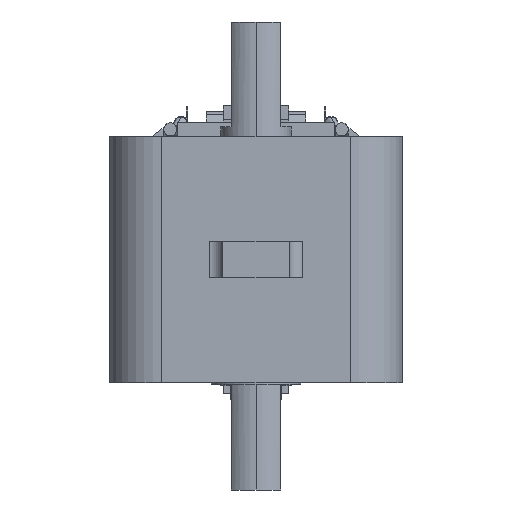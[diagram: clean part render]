
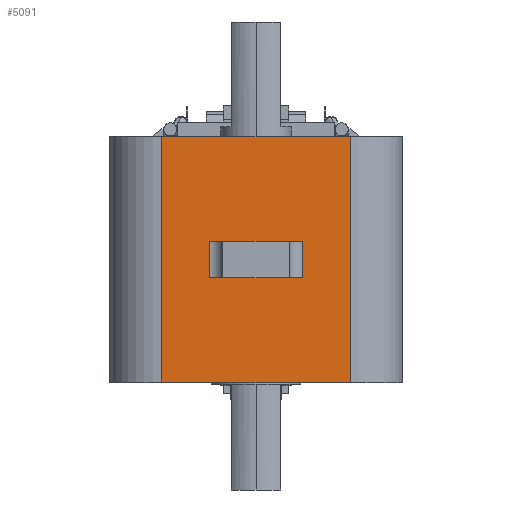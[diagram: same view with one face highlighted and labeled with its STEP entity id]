
A CAD part, left-side view. The second image highlights one B-rep face of the part: STEP entity #5091.
In plain terms, the highlighted planar face has unit normal (-1, 0, 0).
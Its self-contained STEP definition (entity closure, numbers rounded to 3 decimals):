
#89 = VECTOR ( 'NONE', #5174, 1000. ) ;
#776 = DIRECTION ( 'NONE',  ( 0., 0., -1. ) ) ;
#786 = DIRECTION ( 'NONE',  ( 0., 0., 1. ) ) ;
#1032 = CARTESIAN_POINT ( 'NONE',  ( -11.3, 7.2, 0. ) ) ;
#1064 = CARTESIAN_POINT ( 'NONE',  ( -11.3, 3.55, -18.8 ) ) ;
#1084 = VERTEX_POINT ( 'NONE', #1032 ) ;
#1376 = CARTESIAN_POINT ( 'NONE',  ( -11.3, 11.2, 0. ) ) ;
#1401 = CARTESIAN_POINT ( 'NONE',  ( -11.3, 3.55, -8. ) ) ;
#1485 = VECTOR ( 'NONE', #14379, 1000. ) ;
#2090 = ORIENTED_EDGE ( 'NONE', *, *, #15301, .F. ) ;
#2316 = DIRECTION ( 'NONE',  ( 0., 0., 1. ) ) ;
#2518 = DIRECTION ( 'NONE',  ( 0., -1., 0. ) ) ;
#2951 = LINE ( 'NONE', #9062, #9872 ) ;
#3315 = EDGE_LOOP ( 'NONE', ( #2090, #4926, #6202, #8871 ) ) ;
#3354 = CARTESIAN_POINT ( 'NONE',  ( -11.3, -3.55, -18.8 ) ) ;
#3715 = EDGE_LOOP ( 'NONE', ( #10980, #6352, #7592, #12837 ) ) ;
#3718 = EDGE_CURVE ( 'NONE', #16446, #13708, #2951, .T. ) ;
#4178 = CARTESIAN_POINT ( 'NONE',  ( -11.3, 3.55, -10.8 ) ) ;
#4691 = DIRECTION ( 'NONE',  ( 0., 0., -1. ) ) ;
#4790 = VERTEX_POINT ( 'NONE', #11317 ) ;
#4926 = ORIENTED_EDGE ( 'NONE', *, *, #6200, .T. ) ;
#4939 = CARTESIAN_POINT ( 'NONE',  ( -11.3, -3.55, -8. ) ) ;
#4965 = LINE ( 'NONE', #11402, #14923 ) ;
#5091 = ADVANCED_FACE ( 'NONE', ( #9119, #9518 ), #16311, .T. ) ;
#5164 = DIRECTION ( 'NONE',  ( 0., -1., 0. ) ) ;
#5174 = DIRECTION ( 'NONE',  ( 0., -1., 0. ) ) ;
#5327 = VERTEX_POINT ( 'NONE', #16747 ) ;
#5351 = EDGE_CURVE ( 'NONE', #5327, #4790, #5615, .T. ) ;
#5593 = VECTOR ( 'NONE', #10191, 1000. ) ;
#5615 = LINE ( 'NONE', #12926, #12135 ) ;
#6200 = EDGE_CURVE ( 'NONE', #1084, #5327, #7481, .T. ) ;
#6202 = ORIENTED_EDGE ( 'NONE', *, *, #5351, .T. ) ;
#6352 = ORIENTED_EDGE ( 'NONE', *, *, #16241, .T. ) ;
#6649 = LINE ( 'NONE', #1376, #89 ) ;
#7175 = VERTEX_POINT ( 'NONE', #4939 ) ;
#7481 = LINE ( 'NONE', #13784, #10935 ) ;
#7592 = ORIENTED_EDGE ( 'NONE', *, *, #8326, .F. ) ;
#8326 = EDGE_CURVE ( 'NONE', #7175, #12122, #8824, .T. ) ;
#8624 = DIRECTION ( 'NONE',  ( -1., 0., 0. ) ) ;
#8637 = CARTESIAN_POINT ( 'NONE',  ( -11.3, -7.2, 0. ) ) ;
#8824 = LINE ( 'NONE', #9190, #1485 ) ;
#8871 = ORIENTED_EDGE ( 'NONE', *, *, #11688, .T. ) ;
#9062 = CARTESIAN_POINT ( 'NONE',  ( -11.3, 2.55, -10.8 ) ) ;
#9119 = FACE_OUTER_BOUND ( 'NONE', #3315, .T. ) ;
#9190 = CARTESIAN_POINT ( 'NONE',  ( -11.3, -2.55, -8. ) ) ;
#9242 = LINE ( 'NONE', #3354, #12680 ) ;
#9518 = FACE_BOUND ( 'NONE', #3715, .T. ) ;
#9872 = VECTOR ( 'NONE', #2518, 1000. ) ;
#10191 = DIRECTION ( 'NONE',  ( 0., 0., 1. ) ) ;
#10935 = VECTOR ( 'NONE', #4691, 1000. ) ;
#10980 = ORIENTED_EDGE ( 'NONE', *, *, #3718, .F. ) ;
#11317 = CARTESIAN_POINT ( 'NONE',  ( -11.3, -7.2, -18.8 ) ) ;
#11402 = CARTESIAN_POINT ( 'NONE',  ( -11.3, -7.2, -18.8 ) ) ;
#11688 = EDGE_CURVE ( 'NONE', #4790, #12340, #4965, .T. ) ;
#12122 = VERTEX_POINT ( 'NONE', #1401 ) ;
#12135 = VECTOR ( 'NONE', #5164, 1000. ) ;
#12340 = VERTEX_POINT ( 'NONE', #8637 ) ;
#12680 = VECTOR ( 'NONE', #776, 1000. ) ;
#12837 = ORIENTED_EDGE ( 'NONE', *, *, #12943, .T. ) ;
#12926 = CARTESIAN_POINT ( 'NONE',  ( -11.3, 11.2, -18.8 ) ) ;
#12943 = EDGE_CURVE ( 'NONE', #7175, #13708, #9242, .T. ) ;
#13708 = VERTEX_POINT ( 'NONE', #16649 ) ;
#13784 = CARTESIAN_POINT ( 'NONE',  ( -11.3, 7.2, -18.8 ) ) ;
#14379 = DIRECTION ( 'NONE',  ( 0., 1., 0. ) ) ;
#14746 = AXIS2_PLACEMENT_3D ( 'NONE', #16365, #8624, #786 ) ;
#14923 = VECTOR ( 'NONE', #2316, 1000. ) ;
#15301 = EDGE_CURVE ( 'NONE', #1084, #12340, #6649, .T. ) ;
#15563 = LINE ( 'NONE', #1064, #5593 ) ;
#16241 = EDGE_CURVE ( 'NONE', #16446, #12122, #15563, .T. ) ;
#16311 = PLANE ( 'NONE',  #14746 ) ;
#16365 = CARTESIAN_POINT ( 'NONE',  ( -11.3, 11.2, -18.8 ) ) ;
#16446 = VERTEX_POINT ( 'NONE', #4178 ) ;
#16649 = CARTESIAN_POINT ( 'NONE',  ( -11.3, -3.55, -10.8 ) ) ;
#16747 = CARTESIAN_POINT ( 'NONE',  ( -11.3, 7.2, -18.8 ) ) ;
